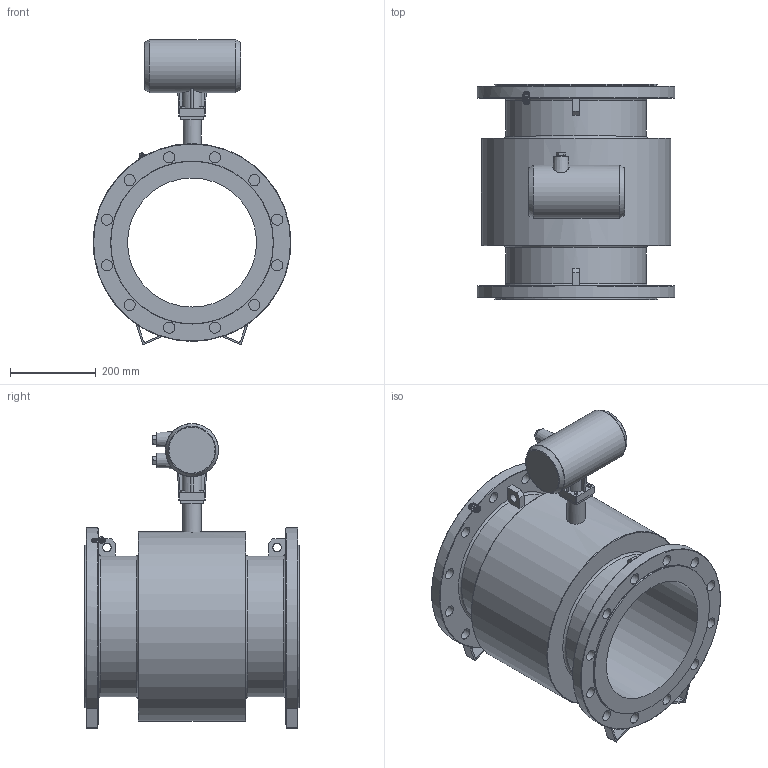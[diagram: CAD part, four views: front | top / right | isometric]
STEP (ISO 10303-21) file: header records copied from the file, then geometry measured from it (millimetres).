
FILE_DESCRIPTION(/* description */ (''),/* implementation_level */ '2;1');
FILE_NAME(/* name */ 'Flowmeter DN300 PN16 Compact.step',/* time_stamp */ '2023-10-05T10:02:36+03:00',/* author */ (''),/* organization */ (''),/* preprocessor_version */ 'ST-DEVELOPER v20',/* originating_system */ 'Autodesk Translation Framework v12.14.0.127',/* authorisation */ '');
FILE_SCHEMA (('AUTOMOTIVE_DESIGN { 1 0 10303 214 3 1 1 }'));
Length unit declared in the file: millimetre
Products named in the file (3): Flowmeter DN300 PN16; El. block v10; A_Compact_version
Assembly tree (2 placements, depth 3):
  Flowmeter DN300 PN16
    El. block v10
      A_Compact_version
Bounding box: 459.7 x 500 x 708.99 mm (x, y, z)
Volume: 31165404.1 mm3; surface area: 1791333.5 mm2
Topology: 1 solids, 6 shells, 659 faces, 1680 edges, 1084 vertices
Faces by surface type: plane 233, cylinder 165, bspline 156, cone 91, torus 14
Full cylindrical faces by diameter (mm): 3.332 x2, 3.961 x10, 4.234 x4, 5 x11, 5.5 x1, 6.5 x4, 8 x2, 10.394 x1, 12.394 x1, 14 x1, 17 x2, 18.137 x10, 18.631 x12, 20 x2, 26 x24, 29 x1, 42 x2, 72 x1, 110 x2, 113 x2, 123.5 x1, 300 x1, 327.5 x2, 378 x2, 440 x1
Entity records: 39652 total; most frequent: CARTESIAN_POINT 24711, ORIENTED_EDGE 3360, DIRECTION 2419, EDGE_CURVE 1680, VERTEX_POINT 1084, AXIS2_PLACEMENT_3D 885, EDGE_LOOP 800, FACE_OUTER_BOUND 659
